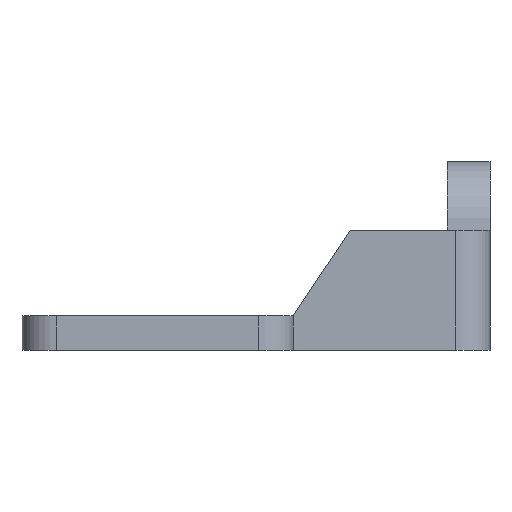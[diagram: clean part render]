
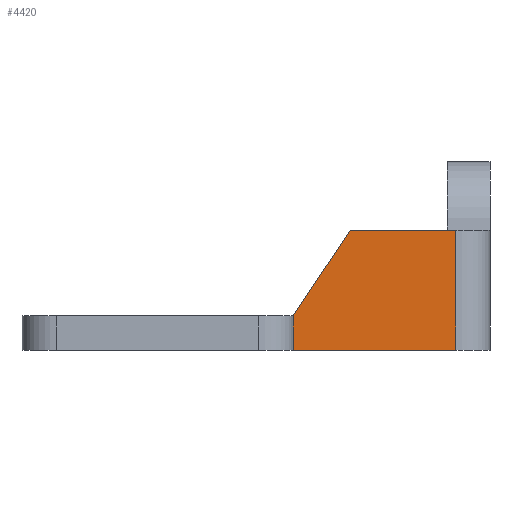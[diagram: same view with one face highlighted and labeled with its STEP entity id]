
A CAD part, left-side view. The second image highlights one B-rep face of the part: STEP entity #4420.
In plain terms, the highlighted planar face has unit normal (-1, 0, 0).
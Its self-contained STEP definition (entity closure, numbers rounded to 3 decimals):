
#290 = PLANE('',#291);
#291 = AXIS2_PLACEMENT_3D('',#292,#293,#294);
#292 = CARTESIAN_POINT('',(-57.,0.,0.));
#293 = DIRECTION('',(0.,0.,-1.));
#294 = DIRECTION('',(-1.,0.,0.));
#475 = PLANE('',#476);
#476 = AXIS2_PLACEMENT_3D('',#477,#478,#479);
#477 = CARTESIAN_POINT('',(-12.,0.,21.));
#478 = DIRECTION('',(0.,0.,1.));
#479 = DIRECTION('',(-1.,0.,0.));
#552 = CYLINDRICAL_SURFACE('',#553,6.);
#553 = AXIS2_PLACEMENT_3D('',#554,#555,#556);
#554 = CARTESIAN_POINT('',(-41.,6.,21.));
#555 = DIRECTION('',(0.,0.,-1.));
#556 = DIRECTION('',(0.,-1.,0.));
#1780 = VERTEX_POINT('',#1781);
#1781 = CARTESIAN_POINT('',(-47.,34.5,0.));
#1794 = PLANE('',#1795);
#1795 = AXIS2_PLACEMENT_3D('',#1796,#1797,#1798);
#1796 = CARTESIAN_POINT('',(-47.,34.5,21.));
#1797 = DIRECTION('',(0.,-1.,0.));
#1798 = DIRECTION('',(1.,0.,0.));
#2032 = VERTEX_POINT('',#2033);
#2033 = CARTESIAN_POINT('',(-47.,6.,0.));
#2055 = EDGE_CURVE('',#1780,#2032,#2056,.T.);
#2056 = SURFACE_CURVE('',#2057,(#2061,#2067),.PCURVE_S1.);
#2057 = LINE('',#2058,#2059);
#2058 = CARTESIAN_POINT('',(-47.,-0.5,0.));
#2059 = VECTOR('',#2060,1.);
#2060 = DIRECTION('',(0.,-1.,0.));
#2061 = PCURVE('',#290,#2062);
#2062 = DEFINITIONAL_REPRESENTATION('',(#2063),#2066);
#2063 = B_SPLINE_CURVE_WITH_KNOTS('',1,(#2064,#2065),.UNSPECIFIED.,.F.,
  .F.,(2,2),(-35.,-0.5),.PIECEWISE_BEZIER_KNOTS.);
#2064 = CARTESIAN_POINT('',(-10.,34.5));
#2065 = CARTESIAN_POINT('',(-10.,0.));
#2066 = ( GEOMETRIC_REPRESENTATION_CONTEXT(2) 
PARAMETRIC_REPRESENTATION_CONTEXT() REPRESENTATION_CONTEXT('2D SPACE',''
  ) );
#2067 = PCURVE('',#2068,#2073);
#2068 = PLANE('',#2069);
#2069 = AXIS2_PLACEMENT_3D('',#2070,#2071,#2072);
#2070 = CARTESIAN_POINT('',(-47.,-1.,21.));
#2071 = DIRECTION('',(-1.,-0.,-0.));
#2072 = DIRECTION('',(0.,-1.,0.));
#2073 = DEFINITIONAL_REPRESENTATION('',(#2074),#2077);
#2074 = B_SPLINE_CURVE_WITH_KNOTS('',1,(#2075,#2076),.UNSPECIFIED.,.F.,
  .F.,(2,2),(-35.,-0.5),.PIECEWISE_BEZIER_KNOTS.);
#2075 = CARTESIAN_POINT('',(-35.5,-21.));
#2076 = CARTESIAN_POINT('',(-1.,-21.));
#2077 = ( GEOMETRIC_REPRESENTATION_CONTEXT(2) 
PARAMETRIC_REPRESENTATION_CONTEXT() REPRESENTATION_CONTEXT('2D SPACE',''
  ) );
#3256 = VERTEX_POINT('',#3257);
#3257 = CARTESIAN_POINT('',(-47.,34.5,6.));
#3294 = PLANE('',#3295);
#3295 = AXIS2_PLACEMENT_3D('',#3296,#3297,#3298);
#3296 = CARTESIAN_POINT('',(57.,14.5,36.));
#3297 = DIRECTION('',(0.,-0.832,-0.555));
#3298 = DIRECTION('',(0.,0.555,-0.832));
#3809 = VERTEX_POINT('',#3810);
#3810 = CARTESIAN_POINT('',(-47.,24.5,21.));
#3829 = EDGE_CURVE('',#3830,#3809,#3832,.T.);
#3830 = VERTEX_POINT('',#3831);
#3831 = CARTESIAN_POINT('',(-47.,6.,21.));
#3832 = SURFACE_CURVE('',#3833,(#3837,#3844),.PCURVE_S1.);
#3833 = LINE('',#3834,#3835);
#3834 = CARTESIAN_POINT('',(-47.,-1.,21.));
#3835 = VECTOR('',#3836,1.);
#3836 = DIRECTION('',(0.,1.,0.));
#3837 = PCURVE('',#475,#3838);
#3838 = DEFINITIONAL_REPRESENTATION('',(#3839),#3843);
#3839 = LINE('',#3840,#3841);
#3840 = CARTESIAN_POINT('',(35.,1.));
#3841 = VECTOR('',#3842,1.);
#3842 = DIRECTION('',(0.,-1.));
#3843 = ( GEOMETRIC_REPRESENTATION_CONTEXT(2) 
PARAMETRIC_REPRESENTATION_CONTEXT() REPRESENTATION_CONTEXT('2D SPACE',''
  ) );
#3844 = PCURVE('',#2068,#3845);
#3845 = DEFINITIONAL_REPRESENTATION('',(#3846),#3850);
#3846 = LINE('',#3847,#3848);
#3847 = CARTESIAN_POINT('',(-0.,0.));
#3848 = VECTOR('',#3849,1.);
#3849 = DIRECTION('',(-1.,0.));
#3850 = ( GEOMETRIC_REPRESENTATION_CONTEXT(2) 
PARAMETRIC_REPRESENTATION_CONTEXT() REPRESENTATION_CONTEXT('2D SPACE',''
  ) );
#3912 = EDGE_CURVE('',#3830,#2032,#3913,.T.);
#3913 = SURFACE_CURVE('',#3914,(#3918,#3925),.PCURVE_S1.);
#3914 = LINE('',#3915,#3916);
#3915 = CARTESIAN_POINT('',(-47.,6.,21.));
#3916 = VECTOR('',#3917,1.);
#3917 = DIRECTION('',(0.,0.,-1.));
#3918 = PCURVE('',#552,#3919);
#3919 = DEFINITIONAL_REPRESENTATION('',(#3920),#3924);
#3920 = LINE('',#3921,#3922);
#3921 = CARTESIAN_POINT('',(1.571,0.));
#3922 = VECTOR('',#3923,1.);
#3923 = DIRECTION('',(0.,1.));
#3924 = ( GEOMETRIC_REPRESENTATION_CONTEXT(2) 
PARAMETRIC_REPRESENTATION_CONTEXT() REPRESENTATION_CONTEXT('2D SPACE',''
  ) );
#3925 = PCURVE('',#2068,#3926);
#3926 = DEFINITIONAL_REPRESENTATION('',(#3927),#3931);
#3927 = LINE('',#3928,#3929);
#3928 = CARTESIAN_POINT('',(-7.,0.));
#3929 = VECTOR('',#3930,1.);
#3930 = DIRECTION('',(0.,-1.));
#3931 = ( GEOMETRIC_REPRESENTATION_CONTEXT(2) 
PARAMETRIC_REPRESENTATION_CONTEXT() REPRESENTATION_CONTEXT('2D SPACE',''
  ) );
#4373 = EDGE_CURVE('',#3256,#1780,#4374,.T.);
#4374 = SURFACE_CURVE('',#4375,(#4379,#4386),.PCURVE_S1.);
#4375 = LINE('',#4376,#4377);
#4376 = CARTESIAN_POINT('',(-47.,34.5,21.));
#4377 = VECTOR('',#4378,1.);
#4378 = DIRECTION('',(0.,0.,-1.));
#4379 = PCURVE('',#1794,#4380);
#4380 = DEFINITIONAL_REPRESENTATION('',(#4381),#4385);
#4381 = LINE('',#4382,#4383);
#4382 = CARTESIAN_POINT('',(-0.,0.));
#4383 = VECTOR('',#4384,1.);
#4384 = DIRECTION('',(-0.,-1.));
#4385 = ( GEOMETRIC_REPRESENTATION_CONTEXT(2) 
PARAMETRIC_REPRESENTATION_CONTEXT() REPRESENTATION_CONTEXT('2D SPACE',''
  ) );
#4386 = PCURVE('',#2068,#4387);
#4387 = DEFINITIONAL_REPRESENTATION('',(#4388),#4392);
#4388 = LINE('',#4389,#4390);
#4389 = CARTESIAN_POINT('',(-35.5,0.));
#4390 = VECTOR('',#4391,1.);
#4391 = DIRECTION('',(-0.,-1.));
#4392 = ( GEOMETRIC_REPRESENTATION_CONTEXT(2) 
PARAMETRIC_REPRESENTATION_CONTEXT() REPRESENTATION_CONTEXT('2D SPACE',''
  ) );
#4420 = ADVANCED_FACE('',(#4421),#2068,.T.);
#4421 = FACE_BOUND('',#4422,.F.);
#4422 = EDGE_LOOP('',(#4423,#4424,#4425,#4426,#4427));
#4423 = ORIENTED_EDGE('',*,*,#3829,.F.);
#4424 = ORIENTED_EDGE('',*,*,#3912,.T.);
#4425 = ORIENTED_EDGE('',*,*,#2055,.F.);
#4426 = ORIENTED_EDGE('',*,*,#4373,.F.);
#4427 = ORIENTED_EDGE('',*,*,#4428,.T.);
#4428 = EDGE_CURVE('',#3256,#3809,#4429,.T.);
#4429 = SURFACE_CURVE('',#4430,(#4434,#4440),.PCURVE_S1.);
#4430 = LINE('',#4431,#4432);
#4431 = CARTESIAN_POINT('',(-47.,15.577,34.385));
#4432 = VECTOR('',#4433,1.);
#4433 = DIRECTION('',(0.,-0.555,0.832));
#4434 = PCURVE('',#2068,#4435);
#4435 = DEFINITIONAL_REPRESENTATION('',(#4436),#4439);
#4436 = B_SPLINE_CURVE_WITH_KNOTS('',1,(#4437,#4438),.UNSPECIFIED.,.F.,
  .F.,(2,2),(-34.114,-16.086),.PIECEWISE_BEZIER_KNOTS.);
#4437 = CARTESIAN_POINT('',(-35.5,-15.));
#4438 = CARTESIAN_POINT('',(-25.5,0.));
#4439 = ( GEOMETRIC_REPRESENTATION_CONTEXT(2) 
PARAMETRIC_REPRESENTATION_CONTEXT() REPRESENTATION_CONTEXT('2D SPACE',''
  ) );
#4440 = PCURVE('',#3294,#4441);
#4441 = DEFINITIONAL_REPRESENTATION('',(#4442),#4445);
#4442 = B_SPLINE_CURVE_WITH_KNOTS('',1,(#4443,#4444),.UNSPECIFIED.,.F.,
  .F.,(2,2),(-34.114,-16.086),.PIECEWISE_BEZIER_KNOTS.);
#4443 = CARTESIAN_POINT('',(36.056,-104.));
#4444 = CARTESIAN_POINT('',(18.028,-104.));
#4445 = ( GEOMETRIC_REPRESENTATION_CONTEXT(2) 
PARAMETRIC_REPRESENTATION_CONTEXT() REPRESENTATION_CONTEXT('2D SPACE',''
  ) );
